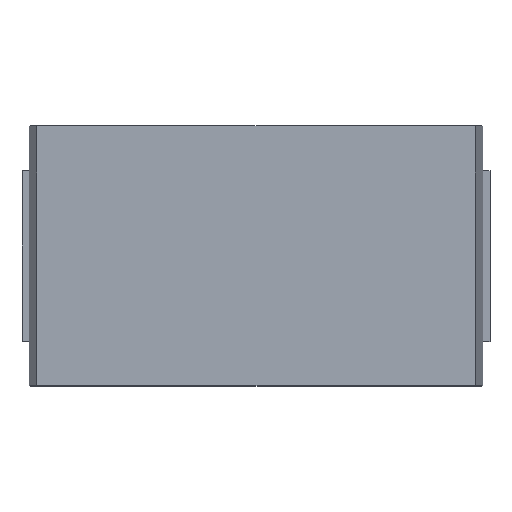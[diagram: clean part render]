
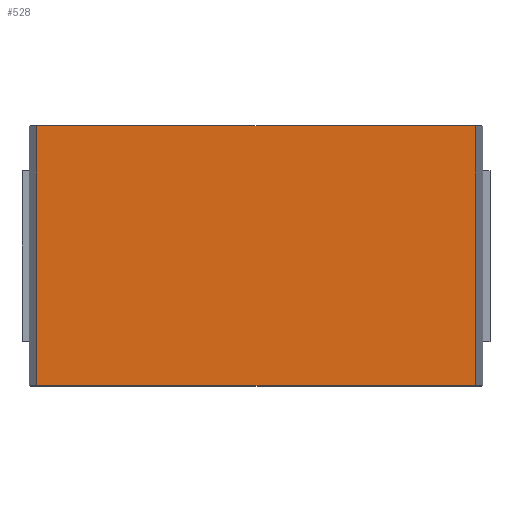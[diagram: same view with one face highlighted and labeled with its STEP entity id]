
A CAD part, top view. The second image highlights one B-rep face of the part: STEP entity #528.
In plain terms, the highlighted planar face has unit normal (0, 0, 1).
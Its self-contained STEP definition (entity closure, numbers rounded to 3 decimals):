
#402=CARTESIAN_POINT('',(2.95,-1.75,2.8));
#403=VERTEX_POINT('',#402);
#410=CARTESIAN_POINT('',(-2.95,-1.75,2.8));
#411=VERTEX_POINT('',#410);
#412=CARTESIAN_POINT('',(2.95,-1.75,2.8));
#413=DIRECTION('',(-1.0,0.0,0.0));
#414=VECTOR('',#413,5.9);
#415=LINE('',#412,#414);
#416=EDGE_CURVE('',#403,#411,#415,.T.);
#443=CARTESIAN_POINT('',(2.95,1.75,2.8));
#444=VERTEX_POINT('',#443);
#451=CARTESIAN_POINT('',(2.95,1.75,2.8));
#452=DIRECTION('',(0.0,-1.0,0.0));
#453=VECTOR('',#452,3.5);
#454=LINE('',#451,#453);
#455=EDGE_CURVE('',#444,#403,#454,.T.);
#493=CARTESIAN_POINT('',(-2.95,1.75,2.8));
#494=VERTEX_POINT('',#493);
#503=CARTESIAN_POINT('',(-2.95,-1.75,2.8));
#504=DIRECTION('',(0.0,1.0,0.0));
#505=VECTOR('',#504,3.5);
#506=LINE('',#503,#505);
#507=EDGE_CURVE('',#411,#494,#506,.T.);
#512=CARTESIAN_POINT('',(0.,0.,2.8));
#513=DIRECTION('',(0.0,0.0,1.0));
#514=DIRECTION('',(1.0,0.0,0.0));
#515=AXIS2_PLACEMENT_3D('',#512,#513,#514);
#516=PLANE('',#515);
#517=ORIENTED_EDGE('',*,*,#455,.F.);
#518=CARTESIAN_POINT('',(-2.95,1.75,2.8));
#519=DIRECTION('',(1.0,0.0,0.0));
#520=VECTOR('',#519,5.9);
#521=LINE('',#518,#520);
#522=EDGE_CURVE('',#494,#444,#521,.T.);
#523=ORIENTED_EDGE('',*,*,#522,.F.);
#524=ORIENTED_EDGE('',*,*,#507,.F.);
#525=ORIENTED_EDGE('',*,*,#416,.F.);
#526=EDGE_LOOP('',(#517,#523,#524,#525));
#527=FACE_OUTER_BOUND('',#526,.T.);
#528=ADVANCED_FACE('',(#527),#516,.T.);
